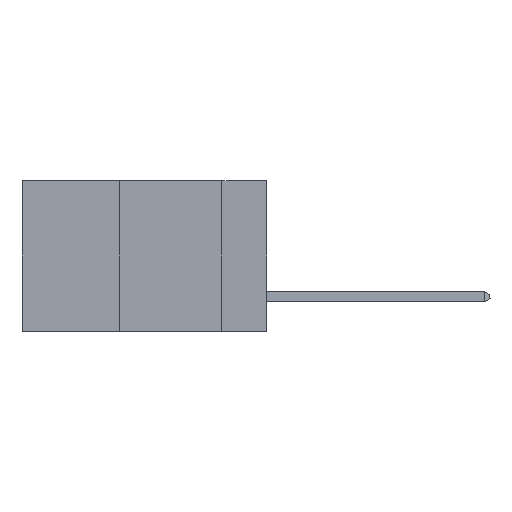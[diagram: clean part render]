
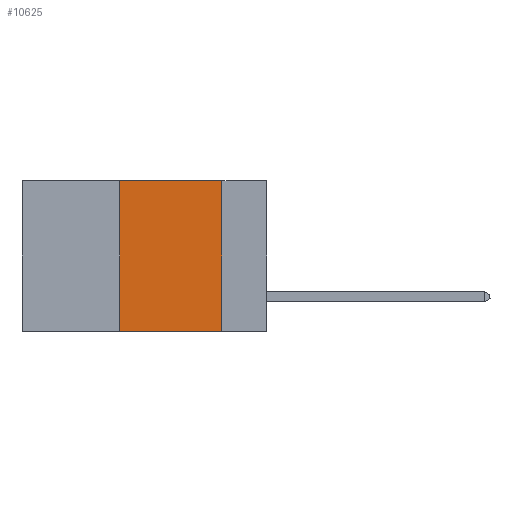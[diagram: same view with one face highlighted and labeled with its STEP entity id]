
A CAD part, left-side view. The second image highlights one B-rep face of the part: STEP entity #10625.
In plain terms, the highlighted planar face has unit normal (-1, 0, 0).
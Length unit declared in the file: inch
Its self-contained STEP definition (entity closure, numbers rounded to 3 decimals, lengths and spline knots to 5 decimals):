
#22 = ORIENTED_EDGE ( 'NONE', *, *, #11372, .T. ) ;
#431 = CARTESIAN_POINT ( 'NONE',  ( 0., 0.11, 0. ) ) ;
#622 = CARTESIAN_POINT ( 'NONE',  ( 0., 0.6, -0.37 ) ) ;
#637 = VECTOR ( 'NONE', #10671, 39.37008 ) ;
#1001 = DIRECTION ( 'NONE',  ( 0., 0., -1. ) ) ;
#1623 = ORIENTED_EDGE ( 'NONE', *, *, #1868, .F. ) ;
#1785 = PLANE ( 'NONE',  #6150 ) ;
#1868 = EDGE_CURVE ( 'NONE', #5421, #11408, #2578, .T. ) ;
#2460 = ORIENTED_EDGE ( 'NONE', *, *, #11685, .F. ) ;
#2476 = CARTESIAN_POINT ( 'NONE',  ( 0., 0.36, 0. ) ) ;
#2578 = LINE ( 'NONE', #11962, #11879 ) ;
#2642 = FACE_OUTER_BOUND ( 'NONE', #6655, .T. ) ;
#2826 = VERTEX_POINT ( 'NONE', #2476 ) ;
#3591 = CARTESIAN_POINT ( 'NONE',  ( 0., 0.36, -0.37 ) ) ;
#3681 = DIRECTION ( 'NONE',  ( 1., 0., 0. ) ) ;
#3936 = VECTOR ( 'NONE', #11798, 39.37008 ) ;
#5179 = EDGE_CURVE ( 'NONE', #11211, #2826, #9595, .T. ) ;
#5421 = VERTEX_POINT ( 'NONE', #431 ) ;
#6150 = AXIS2_PLACEMENT_3D ( 'NONE', #9195, #3681, #10185 ) ;
#6655 = EDGE_LOOP ( 'NONE', ( #1623, #2460, #8800, #22 ) ) ;
#7334 = CARTESIAN_POINT ( 'NONE',  ( 0., 0.11, -0.37 ) ) ;
#7397 = CARTESIAN_POINT ( 'NONE',  ( 0., 0.36, 0. ) ) ;
#7472 = DIRECTION ( 'NONE',  ( 0., 0., 1. ) ) ;
#8800 = ORIENTED_EDGE ( 'NONE', *, *, #5179, .F. ) ;
#9195 = CARTESIAN_POINT ( 'NONE',  ( 0., 0.6, 0. ) ) ;
#9595 = LINE ( 'NONE', #7397, #10759 ) ;
#9961 = CARTESIAN_POINT ( 'NONE',  ( 0., 0.6, 0. ) ) ;
#10185 = DIRECTION ( 'NONE',  ( 0., 0., -1. ) ) ;
#10195 = LINE ( 'NONE', #622, #637 ) ;
#10625 = ADVANCED_FACE ( 'NONE', ( #2642 ), #1785, .F. ) ;
#10671 = DIRECTION ( 'NONE',  ( 0., -1., 0. ) ) ;
#10759 = VECTOR ( 'NONE', #7472, 39.37008 ) ;
#10919 = LINE ( 'NONE', #9961, #3936 ) ;
#11211 = VERTEX_POINT ( 'NONE', #3591 ) ;
#11372 = EDGE_CURVE ( 'NONE', #11211, #11408, #10195, .T. ) ;
#11408 = VERTEX_POINT ( 'NONE', #7334 ) ;
#11685 = EDGE_CURVE ( 'NONE', #2826, #5421, #10919, .T. ) ;
#11798 = DIRECTION ( 'NONE',  ( 0., -1., 0. ) ) ;
#11879 = VECTOR ( 'NONE', #1001, 39.37008 ) ;
#11962 = CARTESIAN_POINT ( 'NONE',  ( 0., 0.11, 0. ) ) ;
